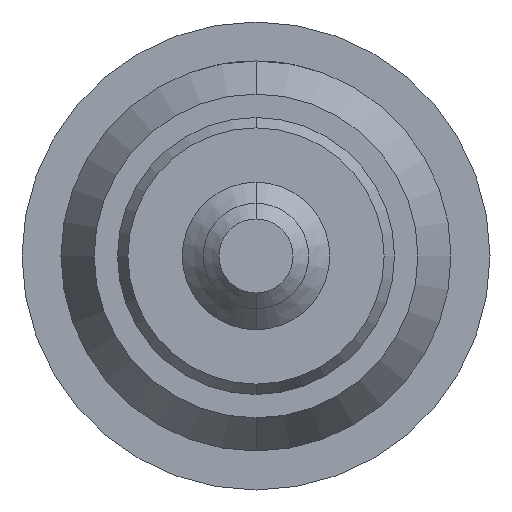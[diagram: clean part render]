
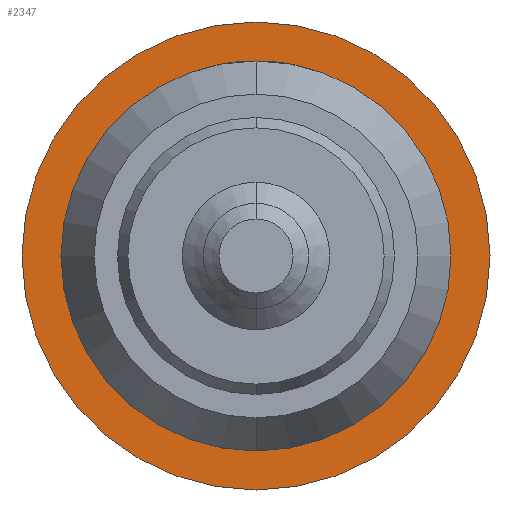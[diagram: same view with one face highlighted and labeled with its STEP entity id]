
A CAD part, front view. The second image highlights one B-rep face of the part: STEP entity #2347.
In plain terms, the highlighted planar face has unit normal (0, -1, 0).
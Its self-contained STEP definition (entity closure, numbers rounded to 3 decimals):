
#206 = CARTESIAN_POINT ( 'NONE',  ( 0., -1., 3. ) ) ;
#235 = ORIENTED_EDGE ( 'NONE', *, *, #3354, .T. ) ;
#257 = DIRECTION ( 'NONE',  ( 0., 1., 0. ) ) ;
#262 = DIRECTION ( 'NONE',  ( 0., -1., 0. ) ) ;
#397 = VERTEX_POINT ( 'NONE', #3149 ) ;
#509 = AXIS2_PLACEMENT_3D ( 'NONE', #2192, #3255, #1188 ) ;
#565 = EDGE_CURVE ( 'Defeature ausgef�hrt1_1+Defeature ausgef�hrt1_2+Defeature ausgef�hrt1_2+Defeature ausgef�hrt1_2', #2084, #397, #1588, .T. ) ;
#790 = EDGE_LOOP ( 'NONE', ( #3459, #235 ) ) ;
#844 = VERTEX_POINT ( 'NONE', #206 ) ;
#1005 = EDGE_LOOP ( 'NONE', ( #1250, #3007 ) ) ;
#1188 = DIRECTION ( 'NONE',  ( 0., 0., 1. ) ) ;
#1190 = AXIS2_PLACEMENT_3D ( 'NONE', #4299, #257, #3663 ) ;
#1250 = ORIENTED_EDGE ( 'NONE', *, *, #1849, .F. ) ;
#1480 = DIRECTION ( 'NONE',  ( 0., 0., 1. ) ) ;
#1514 = DIRECTION ( 'NONE',  ( 0., 1., 0. ) ) ;
#1555 = CIRCLE ( 'NONE', #1190, 2.5 ) ;
#1588 = CIRCLE ( 'NONE', #509, 2.5 ) ;
#1630 = PLANE ( 'NONE',  #1823 ) ;
#1648 = FACE_BOUND ( 'NONE', #790, .T. ) ;
#1718 = CARTESIAN_POINT ( 'NONE',  ( 0., -1., -3. ) ) ;
#1823 = AXIS2_PLACEMENT_3D ( 'NONE', #3994, #262, #2255 ) ;
#1849 = EDGE_CURVE ( 'Defeature ausgef�hrt1_0+Defeature ausgef�hrt1_1+Defeature ausgef�hrt1_1+Defeature ausgef�hrt1_1', #844, #3428, #2821, .T. ) ;
#2004 = AXIS2_PLACEMENT_3D ( 'NONE', #4391, #3389, #3337 ) ;
#2084 = VERTEX_POINT ( 'NONE', #2617 ) ;
#2121 = FACE_OUTER_BOUND ( 'NONE', #1005, .T. ) ;
#2192 = CARTESIAN_POINT ( 'NONE',  ( 0., -1., 0. ) ) ;
#2255 = DIRECTION ( 'NONE',  ( 0., 0., -1. ) ) ;
#2347 = ADVANCED_FACE ( 'Defeature ausgef�hrt1_1', ( #1648, #2121 ), #1630, .T. ) ;
#2471 = EDGE_CURVE ( 'Defeature ausgef�hrt1_0+Defeature ausgef�hrt1_1+Defeature ausgef�hrt1_1+Defeature ausgef�hrt1_1', #3428, #844, #3019, .T. ) ;
#2507 = AXIS2_PLACEMENT_3D ( 'NONE', #4172, #1514, #1480 ) ;
#2617 = CARTESIAN_POINT ( 'NONE',  ( 0., -1., 2.5 ) ) ;
#2821 = CIRCLE ( 'NONE', #2004, 3. ) ;
#3007 = ORIENTED_EDGE ( 'NONE', *, *, #2471, .F. ) ;
#3019 = CIRCLE ( 'NONE', #2507, 3. ) ;
#3149 = CARTESIAN_POINT ( 'NONE',  ( 0., -1., -2.5 ) ) ;
#3255 = DIRECTION ( 'NONE',  ( 0., 1., 0. ) ) ;
#3337 = DIRECTION ( 'NONE',  ( 0., 0., 1. ) ) ;
#3354 = EDGE_CURVE ( 'Defeature ausgef�hrt1_1+Defeature ausgef�hrt1_2+Defeature ausgef�hrt1_2+Defeature ausgef�hrt1_2', #397, #2084, #1555, .T. ) ;
#3389 = DIRECTION ( 'NONE',  ( 0., 1., 0. ) ) ;
#3428 = VERTEX_POINT ( 'NONE', #1718 ) ;
#3459 = ORIENTED_EDGE ( 'NONE', *, *, #565, .T. ) ;
#3663 = DIRECTION ( 'NONE',  ( 0., 0., 1. ) ) ;
#3994 = CARTESIAN_POINT ( 'NONE',  ( -3., -1., 0. ) ) ;
#4172 = CARTESIAN_POINT ( 'NONE',  ( 0., -1., 0. ) ) ;
#4299 = CARTESIAN_POINT ( 'NONE',  ( 0., -1., 0. ) ) ;
#4391 = CARTESIAN_POINT ( 'NONE',  ( 0., -1., 0. ) ) ;
